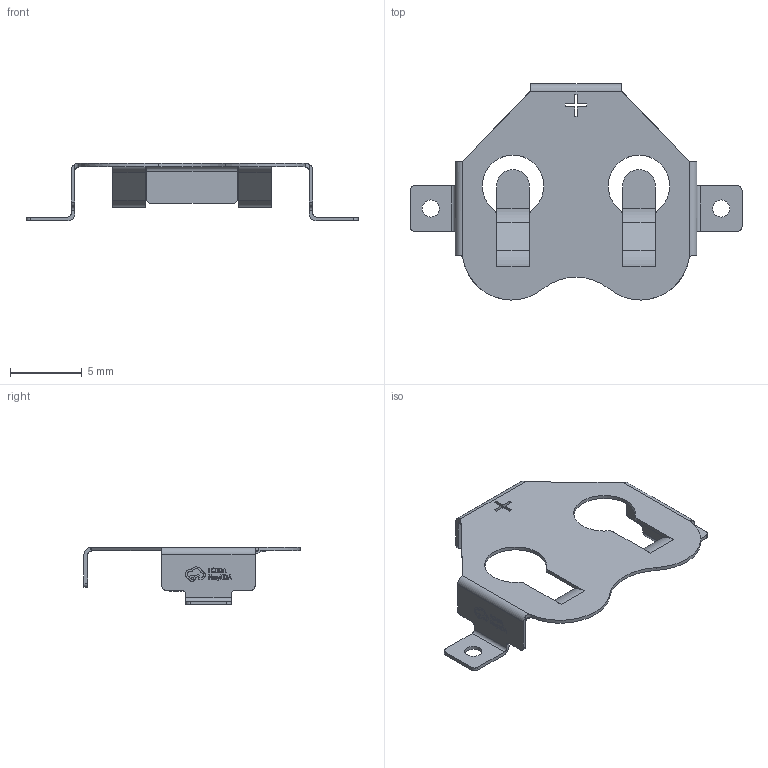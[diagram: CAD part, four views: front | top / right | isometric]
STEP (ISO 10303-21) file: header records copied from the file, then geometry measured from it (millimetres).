
FILE_DESCRIPTION(('FreeCAD Model'),'2;1');
FILE_NAME('Open CASCADE Shape Model','2025-11-18T14:32:07',(''),(''), 'Open CASCADE STEP processor 7.9','FreeCAD','Unknown');
FILE_SCHEMA(('AUTOMOTIVE_DESIGN { 1 0 10303 214 1 1 1 1 }'));
Length unit declared in the file: millimetre
Products named in the file (1): MY-1632-03
Bounding box: 23.2 x 15.1 x 4 mm (x, y, z)
Volume: 66.7 mm3; surface area: 573.6 mm2
Topology: 1 solids, 1 shells, 342 faces, 957 edges, 636 vertices
Faces by surface type: plane 185, bspline 98, cylinder 59
Entity records: 13114 total; most frequent: CARTESIAN_POINT 3348, ORIENTED_EDGE 1914, DIRECTION 1343, EDGE_CURVE 957, VERTEX_POINT 636, LINE 625, VECTOR 625, FACE_BOUND 371
